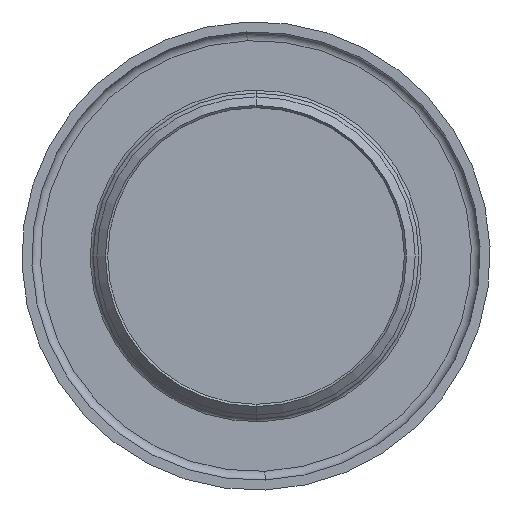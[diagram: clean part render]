
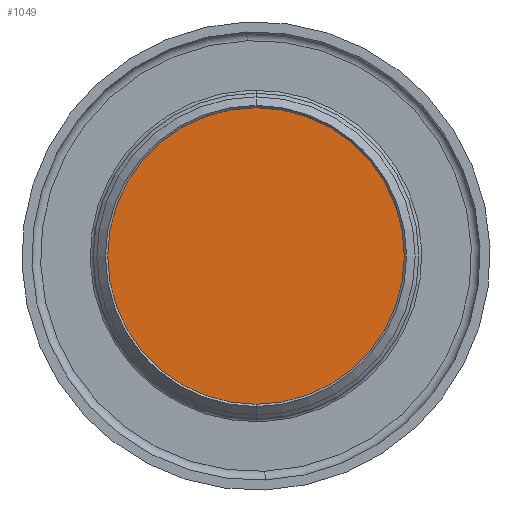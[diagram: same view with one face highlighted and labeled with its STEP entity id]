
A CAD part, front view. The second image highlights one B-rep face of the part: STEP entity #1049.
In plain terms, the highlighted planar face has unit normal (0, -1, 0).
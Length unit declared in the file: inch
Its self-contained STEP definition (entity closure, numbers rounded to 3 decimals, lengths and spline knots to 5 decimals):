
#123 = CARTESIAN_POINT ( 'NONE',  ( 0., 0.44488, -0.48876 ) ) ;
#185 = CARTESIAN_POINT ( 'NONE',  ( 0., 0.44488, 0.48876 ) ) ;
#207 = DIRECTION ( 'NONE',  ( 0., 0., -1. ) ) ;
#209 = DIRECTION ( 'NONE',  ( 0., -1., 0. ) ) ;
#210 = CARTESIAN_POINT ( 'NONE',  ( 0., 0.44488, 0. ) ) ;
#228 = DIRECTION ( 'NONE',  ( 0., 0., -1. ) ) ;
#230 = DIRECTION ( 'NONE',  ( 0., -1., 0. ) ) ;
#231 = CARTESIAN_POINT ( 'NONE',  ( 0., 0.44488, 0. ) ) ;
#284 = AXIS2_PLACEMENT_3D ( 'NONE', #231, #230, #228 ) ;
#308 = AXIS2_PLACEMENT_3D ( 'NONE', #210, #209, #207 ) ;
#310 = CIRCLE ( 'NONE', #284, 0.48876 ) ;
#328 = AXIS2_PLACEMENT_3D ( 'NONE', #923, #916, #914 ) ;
#404 = CIRCLE ( 'NONE', #308, 0.48876 ) ;
#596 = ORIENTED_EDGE ( 'NONE', *, *, #1003, .T. ) ;
#647 = EDGE_LOOP ( 'NONE', ( #804, #596 ) ) ;
#648 = VERTEX_POINT ( 'NONE', #185 ) ;
#804 = ORIENTED_EDGE ( 'NONE', *, *, #999, .T. ) ;
#832 = VERTEX_POINT ( 'NONE', #123 ) ;
#914 = DIRECTION ( 'NONE',  ( 0.992, 0., 0.123 ) ) ;
#916 = DIRECTION ( 'NONE',  ( 0., -1., 0. ) ) ;
#921 = PLANE ( 'NONE',  #328 ) ;
#923 = CARTESIAN_POINT ( 'NONE',  ( 0., 0.44488, 0. ) ) ;
#931 = FACE_OUTER_BOUND ( 'NONE', #647, .T. ) ;
#999 = EDGE_CURVE ( 'NONE', #648, #832, #310, .T. ) ;
#1003 = EDGE_CURVE ( 'NONE', #832, #648, #404, .T. ) ;
#1049 = ADVANCED_FACE ( 'NONE', ( #931 ), #921, .T. ) ;
